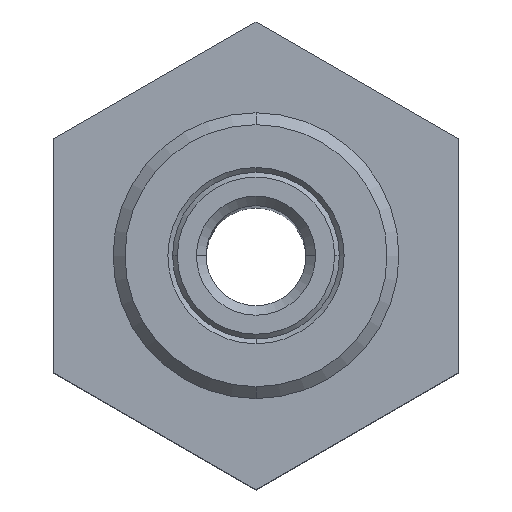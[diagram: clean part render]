
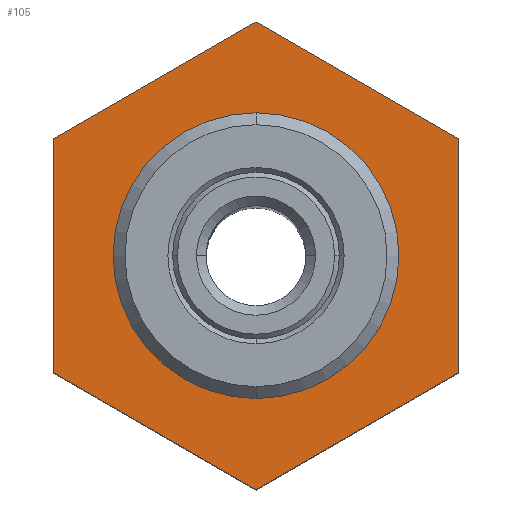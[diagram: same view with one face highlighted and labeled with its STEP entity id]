
A CAD part, top view. The second image highlights one B-rep face of the part: STEP entity #105.
In plain terms, the highlighted planar face has unit normal (0, 0, 1).
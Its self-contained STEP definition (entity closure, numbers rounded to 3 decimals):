
#105=ADVANCED_FACE('NONE',(#235,#236),#237,.T.);
#235=FACE_OUTER_BOUND('',#416,.T.);
#236=FACE_BOUND('',#417,.T.);
#237=PLANE('',#418);
#416=EDGE_LOOP('',(#578,#579,#580,#581,#582,#583));
#417=EDGE_LOOP('',(#584,#585));
#418=AXIS2_PLACEMENT_3D('',#586,#587,#588);
#578=ORIENTED_EDGE('',*,*,#979,.T.);
#579=ORIENTED_EDGE('',*,*,#980,.T.);
#580=ORIENTED_EDGE('',*,*,#981,.T.);
#581=ORIENTED_EDGE('',*,*,#982,.T.);
#582=ORIENTED_EDGE('',*,*,#983,.T.);
#583=ORIENTED_EDGE('',*,*,#984,.T.);
#584=ORIENTED_EDGE('',*,*,#974,.F.);
#585=ORIENTED_EDGE('',*,*,#985,.F.);
#586=CARTESIAN_POINT('',(28.451,8.016,36.5));
#587=DIRECTION('',(0.0,0.0,1.0));
#588=DIRECTION('',(1.0,-0.0,0.0));
#974=EDGE_CURVE('NONE',#1130,#1131,#1132,.T.);
#979=EDGE_CURVE('NONE',#1139,#1140,#1141,.T.);
#980=EDGE_CURVE('NONE',#1140,#1142,#1143,.T.);
#981=EDGE_CURVE('NONE',#1142,#1144,#1145,.T.);
#982=EDGE_CURVE('NONE',#1144,#1146,#1147,.T.);
#983=EDGE_CURVE('NONE',#1146,#1148,#1149,.T.);
#984=EDGE_CURVE('NONE',#1148,#1139,#1150,.T.);
#985=EDGE_CURVE('NONE',#1131,#1130,#1151,.T.);
#1130=VERTEX_POINT('NONE',#1350);
#1131=VERTEX_POINT('NONE',#1351);
#1132=CIRCLE('',#1352,5.1);
#1139=VERTEX_POINT('NONE',#1361);
#1140=VERTEX_POINT('NONE',#1362);
#1141=LINE('',#1363,#1364);
#1142=VERTEX_POINT('NONE',#1365);
#1143=LINE('',#1366,#1367);
#1144=VERTEX_POINT('NONE',#1368);
#1145=LINE('',#1369,#1370);
#1146=VERTEX_POINT('NONE',#1371);
#1147=LINE('',#1372,#1373);
#1148=VERTEX_POINT('NONE',#1374);
#1149=LINE('',#1375,#1376);
#1150=LINE('',#1377,#1378);
#1151=CIRCLE('',#1379,5.1);
#1350=CARTESIAN_POINT('',(7.034,10.566,36.5));
#1351=CARTESIAN_POINT('',(15.868,5.466,36.5));
#1352=AXIS2_PLACEMENT_3D('',#1633,#1634,#1635);
#1361=CARTESIAN_POINT('',(11.451,-1.799,36.5));
#1362=CARTESIAN_POINT('',(19.951,3.108,36.5));
#1363=CARTESIAN_POINT('',(11.451,-1.799,36.5));
#1364=VECTOR('',#1641,1000.0);
#1365=CARTESIAN_POINT('',(19.951,12.923,36.5));
#1366=CARTESIAN_POINT('',(19.951,3.108,36.5));
#1367=VECTOR('',#1642,1000.0);
#1368=CARTESIAN_POINT('',(11.451,17.831,36.5));
#1369=CARTESIAN_POINT('',(19.951,12.923,36.5));
#1370=VECTOR('',#1643,1000.0);
#1371=CARTESIAN_POINT('',(2.951,12.923,36.5));
#1372=CARTESIAN_POINT('',(11.451,17.831,36.5));
#1373=VECTOR('',#1644,1000.0);
#1374=CARTESIAN_POINT('',(2.951,3.108,36.5));
#1375=CARTESIAN_POINT('',(2.951,12.923,36.5));
#1376=VECTOR('',#1645,1000.0);
#1377=CARTESIAN_POINT('',(2.951,3.108,36.5));
#1378=VECTOR('',#1646,1000.0);
#1379=AXIS2_PLACEMENT_3D('',#1647,#1648,#1649);
#1633=CARTESIAN_POINT('',(11.451,8.016,36.5));
#1634=DIRECTION('',(0.0,0.0,1.0));
#1635=DIRECTION('',(0.866,-0.5,0.0));
#1641=DIRECTION('',(0.866,0.5,0.0));
#1642=DIRECTION('',(0.,1.0,0.0));
#1643=DIRECTION('',(-0.866,0.5,0.0));
#1644=DIRECTION('',(-0.866,-0.5,0.0));
#1645=DIRECTION('',(0.,-1.0,0.0));
#1646=DIRECTION('',(0.866,-0.5,0.0));
#1647=CARTESIAN_POINT('',(11.451,8.016,36.5));
#1648=DIRECTION('',(0.0,0.0,1.0));
#1649=DIRECTION('',(0.866,-0.5,0.0));
